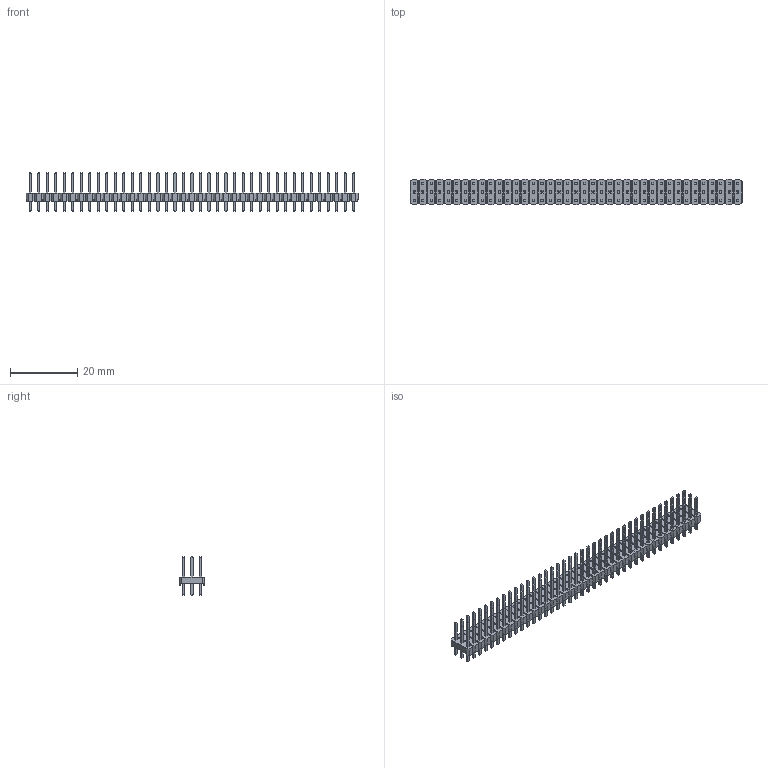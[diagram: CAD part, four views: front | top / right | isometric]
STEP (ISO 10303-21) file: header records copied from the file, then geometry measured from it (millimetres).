
FILE_DESCRIPTION(('STEP AP214'), '1');
FILE_NAME('PLT', '', ('UNSPECIFIED'), ('UNSPECIFIED'), 'ASCON STEP Converter 1.6', 'ASCON Math Kernel', '');
FILE_SCHEMA(('AUTOMOTIVE_DESIGN { 1 0 10303 214 3 1 1}'));
Length unit declared in the file: millimetre
Bounding box: 99.06 x 7.62 x 11.6 mm (x, y, z)
Volume: 1807.3 mm3; surface area: 5055.3 mm2
Topology: 1 solids, 1 shells, 2698 faces, 6336 edges, 3912 vertices
Faces by surface type: plane 2698
Entity records: 95936 total; most frequent: CARTESIAN_POINT 12947, ORIENTED_EDGE 12672, DIRECTION 11734, EDGE_CURVE 6336, LINE 6336, VECTOR 6336, VERTEX_POINT 3912, FACE_BOUND 2970
